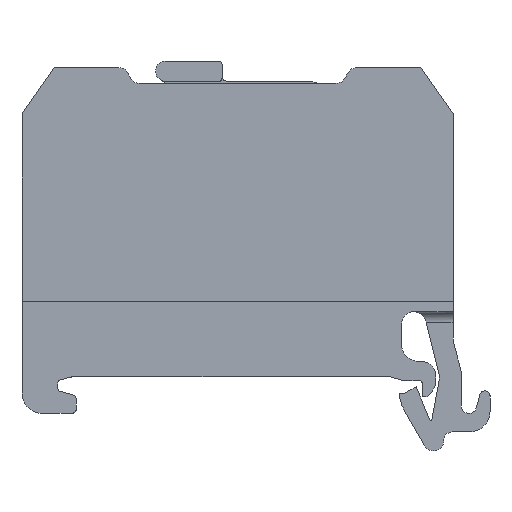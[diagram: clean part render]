
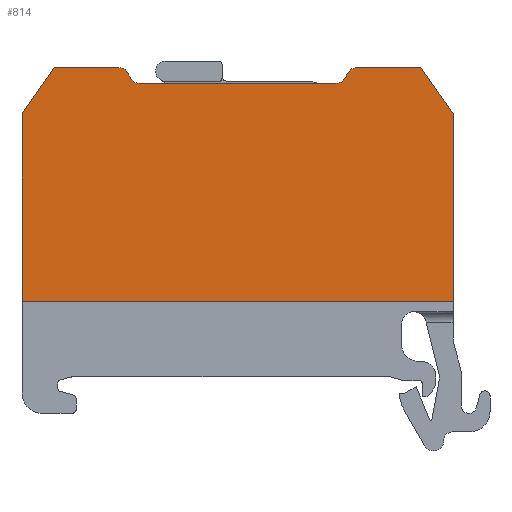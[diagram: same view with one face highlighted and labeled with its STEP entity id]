
A CAD part, left-side view. The second image highlights one B-rep face of the part: STEP entity #814.
In plain terms, the highlighted planar face has unit normal (-1, 0, 0).
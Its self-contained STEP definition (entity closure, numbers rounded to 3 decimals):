
#708=AXIS2_PLACEMENT_3D('Plane Axis2P3D',#705,#706,#707) ;
#719=AXIS2_PLACEMENT_3D('Circle Axis2P3D',#717,#718,$) ;
#775=AXIS2_PLACEMENT_3D('Circle Axis2P3D',#773,#774,$) ;
#60=CARTESIAN_POINT('Vertex',(0.,35.627,36.953)) ;
#64=CARTESIAN_POINT('Control Point',(0.,35.627,36.953)) ;
#65=CARTESIAN_POINT('Control Point',(0.,35.521,36.769)) ;
#66=CARTESIAN_POINT('Control Point',(0.,35.366,36.612)) ;
#67=CARTESIAN_POINT('Control Point',(0.,35.172,36.5)) ;
#68=CARTESIAN_POINT('Control Point',(0.,34.959,36.444)) ;
#69=CARTESIAN_POINT('Control Point',(0.,34.746,36.444)) ;
#70=CARTESIAN_POINT('Vertex',(0.,34.746,36.444)) ;
#690=CARTESIAN_POINT('Vertex',(0.,35.95,37.513)) ;
#693=CARTESIAN_POINT('Line Origine',(0.,35.789,37.233)) ;
#705=CARTESIAN_POINT('Axis2P3D Location',(0.,25.043,14.812)) ;
#710=CARTESIAN_POINT('Line Origine',(0.,25.017,36.444)) ;
#714=CARTESIAN_POINT('Vertex',(0.,15.288,36.444)) ;
#717=CARTESIAN_POINT('Axis2P3D Location',(0.,36.832,37.004)) ;
#721=CARTESIAN_POINT('Vertex',(0.,36.832,38.022)) ;
#724=CARTESIAN_POINT('Line Origine',(0.,40.023,38.022)) ;
#728=CARTESIAN_POINT('Vertex',(0.,43.213,38.022)) ;
#731=CARTESIAN_POINT('Line Origine',(0.,44.817,35.732)) ;
#735=CARTESIAN_POINT('Vertex',(0.,46.421,33.441)) ;
#738=CARTESIAN_POINT('Line Origine',(0.,46.421,24.127)) ;
#742=CARTESIAN_POINT('Vertex',(0.,46.421,14.812)) ;
#745=CARTESIAN_POINT('Line Origine',(0.,25.043,14.812)) ;
#749=CARTESIAN_POINT('Vertex',(0.,3.665,14.812)) ;
#752=CARTESIAN_POINT('Line Origine',(0.,3.665,24.127)) ;
#756=CARTESIAN_POINT('Vertex',(0.,3.665,33.441)) ;
#759=CARTESIAN_POINT('Line Origine',(0.,5.269,35.732)) ;
#763=CARTESIAN_POINT('Vertex',(0.,6.872,38.022)) ;
#766=CARTESIAN_POINT('Line Origine',(0.,10.037,38.022)) ;
#770=CARTESIAN_POINT('Vertex',(0.,13.202,38.022)) ;
#773=CARTESIAN_POINT('Axis2P3D Location',(0.,13.202,37.004)) ;
#777=CARTESIAN_POINT('Vertex',(0.,14.083,37.513)) ;
#780=CARTESIAN_POINT('Line Origine',(0.,14.245,37.233)) ;
#784=CARTESIAN_POINT('Vertex',(0.,14.407,36.953)) ;
#788=CARTESIAN_POINT('Control Point',(0.,15.288,36.444)) ;
#789=CARTESIAN_POINT('Control Point',(0.,15.16,36.444)) ;
#790=CARTESIAN_POINT('Control Point',(0.,15.032,36.465)) ;
#791=CARTESIAN_POINT('Control Point',(0.,14.909,36.505)) ;
#792=CARTESIAN_POINT('Control Point',(0.,14.717,36.603)) ;
#793=CARTESIAN_POINT('Control Point',(0.,14.557,36.746)) ;
#794=CARTESIAN_POINT('Control Point',(0.,14.5,36.81)) ;
#795=CARTESIAN_POINT('Control Point',(0.,14.449,36.88)) ;
#796=CARTESIAN_POINT('Control Point',(0.,14.407,36.953)) ;
#694=DIRECTION('Vector Direction',(0.,-0.5,-0.866)) ;
#706=DIRECTION('Axis2P3D Direction',(-1.,0.,0.)) ;
#707=DIRECTION('Axis2P3D XDirection',(0.,-1.,0.)) ;
#711=DIRECTION('Vector Direction',(0.,1.,0.)) ;
#718=DIRECTION('Axis2P3D Direction',(-1.,0.,0.)) ;
#725=DIRECTION('Vector Direction',(0.,1.,0.)) ;
#732=DIRECTION('Vector Direction',(0.,0.574,-0.819)) ;
#739=DIRECTION('Vector Direction',(0.,0.,1.)) ;
#746=DIRECTION('Vector Direction',(0.,1.,0.)) ;
#753=DIRECTION('Vector Direction',(0.,0.,1.)) ;
#760=DIRECTION('Vector Direction',(0.,0.574,0.819)) ;
#767=DIRECTION('Vector Direction',(0.,1.,0.)) ;
#774=DIRECTION('Axis2P3D Direction',(-1.,0.,0.)) ;
#781=DIRECTION('Vector Direction',(0.,0.5,-0.866)) ;
#695=VECTOR('Line Direction',#694,1.) ;
#712=VECTOR('Line Direction',#711,1.) ;
#726=VECTOR('Line Direction',#725,1.) ;
#733=VECTOR('Line Direction',#732,1.) ;
#740=VECTOR('Line Direction',#739,1.) ;
#747=VECTOR('Line Direction',#746,1.) ;
#754=VECTOR('Line Direction',#753,1.) ;
#761=VECTOR('Line Direction',#760,1.) ;
#768=VECTOR('Line Direction',#767,1.) ;
#782=VECTOR('Line Direction',#781,1.) ;
#799=ORIENTED_EDGE('',*,*,#716,.F.) ;
#800=ORIENTED_EDGE('',*,*,#72,.F.) ;
#801=ORIENTED_EDGE('',*,*,#697,.F.) ;
#802=ORIENTED_EDGE('',*,*,#723,.F.) ;
#803=ORIENTED_EDGE('',*,*,#730,.T.) ;
#804=ORIENTED_EDGE('',*,*,#737,.T.) ;
#805=ORIENTED_EDGE('',*,*,#744,.T.) ;
#806=ORIENTED_EDGE('',*,*,#751,.T.) ;
#807=ORIENTED_EDGE('',*,*,#758,.T.) ;
#808=ORIENTED_EDGE('',*,*,#765,.T.) ;
#809=ORIENTED_EDGE('',*,*,#772,.T.) ;
#810=ORIENTED_EDGE('',*,*,#779,.F.) ;
#811=ORIENTED_EDGE('',*,*,#786,.F.) ;
#812=ORIENTED_EDGE('',*,*,#797,.F.) ;
#814=ADVANCED_FACE('Housing.1.1\\PartBody ( *SOL1 - wsp *MASTER -  )',(#813),#709,.T.) ;
#63=B_SPLINE_CURVE_WITH_KNOTS('',5,(#64,#65,#66,#67,#68,#69),.UNSPECIFIED.,.F.,.U.,(6,6),(3.665,4.756),.UNSPECIFIED.) ;
#787=B_SPLINE_CURVE_WITH_KNOTS('',5,(#788,#789,#790,#791,#792,#793,#794,#795,#796),.UNSPECIFIED.,.F.,.U.,(6,3,6),(0.,0.919,1.531),.UNSPECIFIED.) ;
#720=CIRCLE('generated circle',#719,1.018) ;
#776=CIRCLE('generated circle',#775,1.018) ;
#72=EDGE_CURVE('',#61,#71,#63,.T.) ;
#697=EDGE_CURVE('',#691,#61,#696,.T.) ;
#716=EDGE_CURVE('',#71,#715,#713,.F.) ;
#723=EDGE_CURVE('',#722,#691,#720,.F.) ;
#730=EDGE_CURVE('',#722,#729,#727,.T.) ;
#737=EDGE_CURVE('',#729,#736,#734,.T.) ;
#744=EDGE_CURVE('',#736,#743,#741,.F.) ;
#751=EDGE_CURVE('',#743,#750,#748,.F.) ;
#758=EDGE_CURVE('',#750,#757,#755,.T.) ;
#765=EDGE_CURVE('',#757,#764,#762,.T.) ;
#772=EDGE_CURVE('',#764,#771,#769,.T.) ;
#779=EDGE_CURVE('',#778,#771,#776,.F.) ;
#786=EDGE_CURVE('',#785,#778,#783,.F.) ;
#797=EDGE_CURVE('',#715,#785,#787,.T.) ;
#798=EDGE_LOOP('',(#799,#800,#801,#802,#803,#804,#805,#806,#807,#808,#809,#810,#811,#812)) ;
#813=FACE_OUTER_BOUND('',#798,.T.) ;
#696=LINE('Line',#693,#695) ;
#713=LINE('Line',#710,#712) ;
#727=LINE('Line',#724,#726) ;
#734=LINE('Line',#731,#733) ;
#741=LINE('Line',#738,#740) ;
#748=LINE('Line',#745,#747) ;
#755=LINE('Line',#752,#754) ;
#762=LINE('Line',#759,#761) ;
#769=LINE('Line',#766,#768) ;
#783=LINE('Line',#780,#782) ;
#709=PLANE('',#708) ;
#61=VERTEX_POINT('',#60) ;
#71=VERTEX_POINT('',#70) ;
#691=VERTEX_POINT('',#690) ;
#715=VERTEX_POINT('',#714) ;
#722=VERTEX_POINT('',#721) ;
#729=VERTEX_POINT('',#728) ;
#736=VERTEX_POINT('',#735) ;
#743=VERTEX_POINT('',#742) ;
#750=VERTEX_POINT('',#749) ;
#757=VERTEX_POINT('',#756) ;
#764=VERTEX_POINT('',#763) ;
#771=VERTEX_POINT('',#770) ;
#778=VERTEX_POINT('',#777) ;
#785=VERTEX_POINT('',#784) ;
